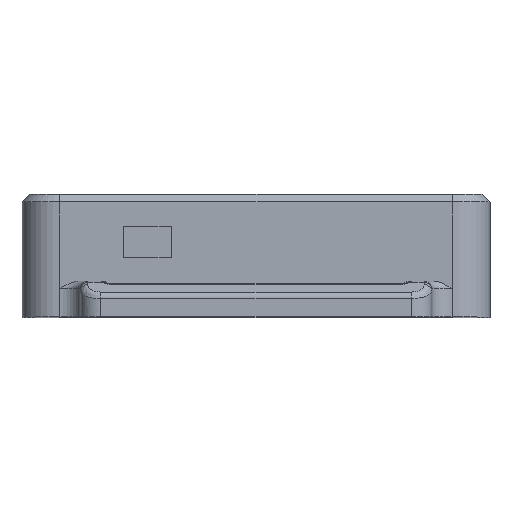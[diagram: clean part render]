
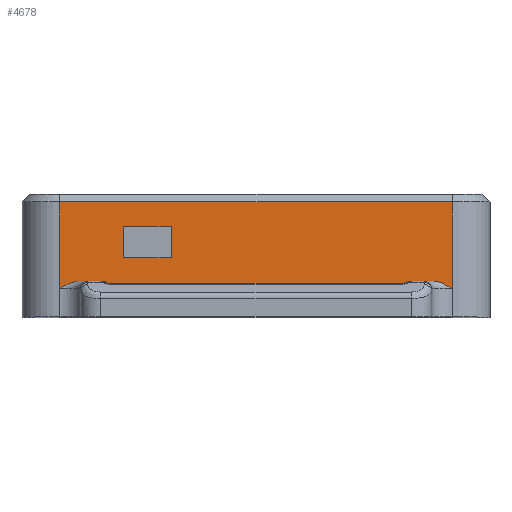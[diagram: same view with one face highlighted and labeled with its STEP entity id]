
A CAD part, top view. The second image highlights one B-rep face of the part: STEP entity #4678.
In plain terms, the highlighted planar face has unit normal (0, 0, 1).
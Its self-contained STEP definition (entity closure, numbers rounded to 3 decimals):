
#30=FACE_BOUND('',#1597,.T.);
#89=PLANE('',#5037);
#253=LINE('',#7244,#720);
#255=LINE('',#7251,#722);
#271=LINE('',#7524,#738);
#275=LINE('',#7534,#742);
#277=LINE('',#7540,#744);
#278=LINE('',#7542,#745);
#279=LINE('',#7544,#746);
#280=LINE('',#7545,#747);
#281=LINE('',#7548,#748);
#282=LINE('',#7550,#749);
#283=LINE('',#7552,#750);
#284=LINE('',#7553,#751);
#720=VECTOR('',#5589,10.);
#722=VECTOR('',#5597,10.);
#738=VECTOR('',#5709,10.);
#742=VECTOR('',#5719,10.);
#744=VECTOR('',#5729,10.);
#745=VECTOR('',#5730,10.);
#746=VECTOR('',#5731,10.);
#747=VECTOR('',#5732,10.);
#748=VECTOR('',#5733,10.);
#749=VECTOR('',#5734,10.);
#750=VECTOR('',#5735,10.);
#751=VECTOR('',#5736,10.);
#1244=B_SPLINE_CURVE_WITH_KNOTS('',3,(#7205,#7206,#7207,#7208,#7209,#7210),
 .UNSPECIFIED.,.F.,.F.,(4,2,4),(0.,0.073,0.117),
 .UNSPECIFIED.);
#1245=B_SPLINE_CURVE_WITH_KNOTS('',3,(#7228,#7229,#7230,#7231,#7232,#7233),
 .UNSPECIFIED.,.F.,.F.,(4,2,4),(0.283,0.328,0.401),
 .UNSPECIFIED.);
#1250=B_SPLINE_CURVE_WITH_KNOTS('',3,(#7440,#7441,#7442,#7443,#7444,#7445),
 .UNSPECIFIED.,.F.,.F.,(4,2,4),(0.,0.162,0.259),
 .UNSPECIFIED.);
#1251=B_SPLINE_CURVE_WITH_KNOTS('',3,(#7514,#7515,#7516,#7517,#7518,#7519),
 .UNSPECIFIED.,.F.,.F.,(4,2,4),(0.606,0.703,0.865),
 .UNSPECIFIED.);
#1330=FACE_OUTER_BOUND('',#1596,.T.);
#1596=EDGE_LOOP('',(#3484,#3485,#3486,#3487,#3488,#3489,#3490,#3491,#3492,
#3493,#3494,#3495));
#1597=EDGE_LOOP('',(#3496,#3497,#3498,#3499));
#2099=VERTEX_POINT('',#7203);
#2100=VERTEX_POINT('',#7204);
#2104=VERTEX_POINT('',#7226);
#2105=VERTEX_POINT('',#7227);
#2108=VERTEX_POINT('',#7243);
#2110=VERTEX_POINT('',#7249);
#2129=VERTEX_POINT('',#7438);
#2130=VERTEX_POINT('',#7439);
#2135=VERTEX_POINT('',#7513);
#2138=VERTEX_POINT('',#7532);
#2139=VERTEX_POINT('',#7541);
#2140=VERTEX_POINT('',#7543);
#2141=VERTEX_POINT('',#7546);
#2142=VERTEX_POINT('',#7547);
#2143=VERTEX_POINT('',#7549);
#2144=VERTEX_POINT('',#7551);
#2573=EDGE_CURVE('',#2099,#2100,#1244,.F.);
#2582=EDGE_CURVE('',#2104,#2105,#1245,.F.);
#2588=EDGE_CURVE('',#2100,#2108,#253,.T.);
#2592=EDGE_CURVE('',#2099,#2110,#255,.T.);
#2629=EDGE_CURVE('',#2129,#2130,#1250,.T.);
#2640=EDGE_CURVE('',#2135,#2110,#1251,.F.);
#2643=EDGE_CURVE('',#2130,#2105,#271,.T.);
#2648=EDGE_CURVE('',#2138,#2104,#275,.T.);
#2651=EDGE_CURVE('',#2108,#2138,#277,.T.);
#2652=EDGE_CURVE('',#2135,#2139,#278,.T.);
#2653=EDGE_CURVE('',#2140,#2139,#279,.T.);
#2654=EDGE_CURVE('',#2129,#2140,#280,.T.);
#2655=EDGE_CURVE('',#2141,#2142,#281,.T.);
#2656=EDGE_CURVE('',#2142,#2143,#282,.T.);
#2657=EDGE_CURVE('',#2143,#2144,#283,.T.);
#2658=EDGE_CURVE('',#2144,#2141,#284,.T.);
#3484=ORIENTED_EDGE('',*,*,#2648,.F.);
#3485=ORIENTED_EDGE('',*,*,#2651,.F.);
#3486=ORIENTED_EDGE('',*,*,#2588,.F.);
#3487=ORIENTED_EDGE('',*,*,#2573,.F.);
#3488=ORIENTED_EDGE('',*,*,#2592,.T.);
#3489=ORIENTED_EDGE('',*,*,#2640,.F.);
#3490=ORIENTED_EDGE('',*,*,#2652,.T.);
#3491=ORIENTED_EDGE('',*,*,#2653,.F.);
#3492=ORIENTED_EDGE('',*,*,#2654,.F.);
#3493=ORIENTED_EDGE('',*,*,#2629,.T.);
#3494=ORIENTED_EDGE('',*,*,#2643,.T.);
#3495=ORIENTED_EDGE('',*,*,#2582,.F.);
#3496=ORIENTED_EDGE('',*,*,#2655,.T.);
#3497=ORIENTED_EDGE('',*,*,#2656,.T.);
#3498=ORIENTED_EDGE('',*,*,#2657,.T.);
#3499=ORIENTED_EDGE('',*,*,#2658,.T.);
#4678=ADVANCED_FACE('',(#1330,#30),#89,.T.);
#5037=AXIS2_PLACEMENT_3D('',#7539,#5727,#5728);
#5589=DIRECTION('',(0.,-1.,0.));
#5597=DIRECTION('',(1.,0.,0.));
#5709=DIRECTION('',(1.,0.,0.));
#5719=DIRECTION('',(0.,1.,0.));
#5727=DIRECTION('center_axis',(0.,0.,1.));
#5728=DIRECTION('ref_axis',(1.,0.,0.));
#5729=DIRECTION('',(-1.,0.,0.));
#5730=DIRECTION('',(0.,1.,0.));
#5731=DIRECTION('',(1.,0.,0.));
#5732=DIRECTION('',(0.,1.,0.));
#5733=DIRECTION('',(0.,-1.,0.));
#5734=DIRECTION('',(-1.,0.,0.));
#5735=DIRECTION('',(0.,1.,0.));
#5736=DIRECTION('',(1.,0.,0.));
#7203=CARTESIAN_POINT('',(51.218,4.732,46.8));
#7204=CARTESIAN_POINT('',(50.1,4.232,46.8));
#7205=CARTESIAN_POINT('Ctrl Pts',(50.1,4.232,46.8));
#7206=CARTESIAN_POINT('Ctrl Pts',(50.298,4.372,46.8));
#7207=CARTESIAN_POINT('Ctrl Pts',(50.538,4.538,46.8));
#7208=CARTESIAN_POINT('Ctrl Pts',(50.898,4.688,46.8));
#7209=CARTESIAN_POINT('Ctrl Pts',(51.07,4.732,46.8));
#7210=CARTESIAN_POINT('Ctrl Pts',(51.218,4.732,46.8));
#7226=CARTESIAN_POINT('',(11.7,4.232,46.8));
#7227=CARTESIAN_POINT('',(10.582,4.732,46.8));
#7228=CARTESIAN_POINT('Ctrl Pts',(10.582,4.732,46.8));
#7229=CARTESIAN_POINT('Ctrl Pts',(10.73,4.732,46.8));
#7230=CARTESIAN_POINT('Ctrl Pts',(10.902,4.688,46.8));
#7231=CARTESIAN_POINT('Ctrl Pts',(11.262,4.538,46.8));
#7232=CARTESIAN_POINT('Ctrl Pts',(11.502,4.372,46.8));
#7233=CARTESIAN_POINT('Ctrl Pts',(11.7,4.232,46.8));
#7243=CARTESIAN_POINT('',(50.1,0.,46.8));
#7244=CARTESIAN_POINT('',(50.1,1.183,46.8));
#7249=CARTESIAN_POINT('',(54.27,4.732,46.8));
#7251=CARTESIAN_POINT('',(2.5,4.732,46.8));
#7438=CARTESIAN_POINT('',(5.,3.732,46.8));
#7439=CARTESIAN_POINT('',(7.53,4.732,46.8));
#7440=CARTESIAN_POINT('Ctrl Pts',(5.,3.732,46.8));
#7441=CARTESIAN_POINT('Ctrl Pts',(5.462,4.013,46.8));
#7442=CARTESIAN_POINT('Ctrl Pts',(6.02,4.347,46.8));
#7443=CARTESIAN_POINT('Ctrl Pts',(6.831,4.645,46.8));
#7444=CARTESIAN_POINT('Ctrl Pts',(7.207,4.732,46.8));
#7445=CARTESIAN_POINT('Ctrl Pts',(7.53,4.732,46.8));
#7513=CARTESIAN_POINT('',(56.8,3.732,46.8));
#7514=CARTESIAN_POINT('Ctrl Pts',(54.27,4.732,46.8));
#7515=CARTESIAN_POINT('Ctrl Pts',(54.593,4.732,46.8));
#7516=CARTESIAN_POINT('Ctrl Pts',(54.969,4.645,46.8));
#7517=CARTESIAN_POINT('Ctrl Pts',(55.78,4.347,46.8));
#7518=CARTESIAN_POINT('Ctrl Pts',(56.338,4.013,46.8));
#7519=CARTESIAN_POINT('Ctrl Pts',(56.8,3.732,46.8));
#7524=CARTESIAN_POINT('',(2.5,4.732,46.8));
#7532=CARTESIAN_POINT('',(11.7,0.,46.8));
#7534=CARTESIAN_POINT('',(11.7,1.183,46.8));
#7539=CARTESIAN_POINT('Origin',(5.,0.,46.8));
#7540=CARTESIAN_POINT('',(15.45,0.,46.8));
#7541=CARTESIAN_POINT('',(56.8,15.2,46.8));
#7542=CARTESIAN_POINT('',(56.8,0.,46.8));
#7543=CARTESIAN_POINT('',(5.,15.2,46.8));
#7544=CARTESIAN_POINT('',(17.95,15.2,46.8));
#7545=CARTESIAN_POINT('',(5.,0.,46.8));
#7546=CARTESIAN_POINT('',(19.7,12.,46.8));
#7547=CARTESIAN_POINT('',(19.7,7.8,46.8));
#7548=CARTESIAN_POINT('',(19.7,6.,46.8));
#7549=CARTESIAN_POINT('',(13.4,7.8,46.8));
#7550=CARTESIAN_POINT('',(12.35,7.8,46.8));
#7551=CARTESIAN_POINT('',(13.4,12.,46.8));
#7552=CARTESIAN_POINT('',(13.4,3.9,46.8));
#7553=CARTESIAN_POINT('',(9.2,12.,46.8));
